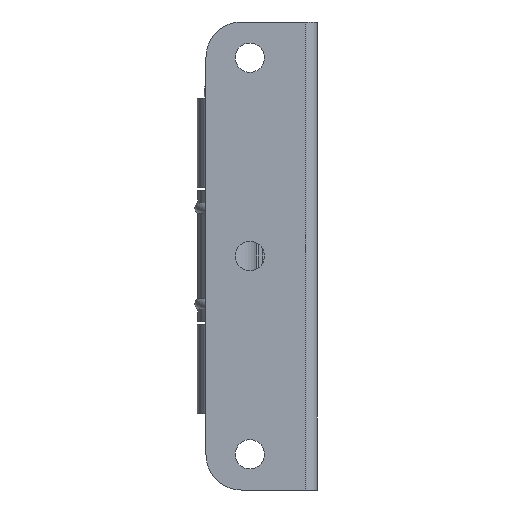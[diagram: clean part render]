
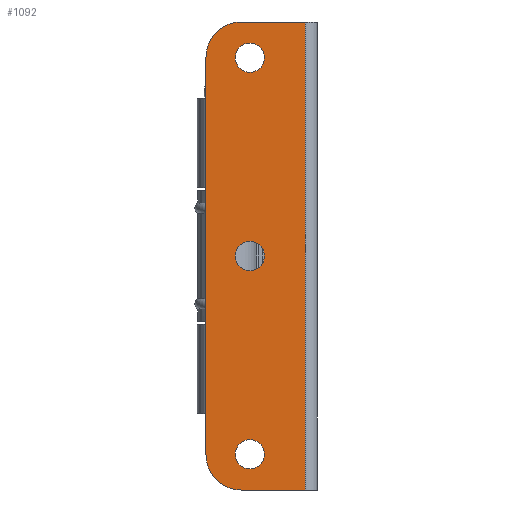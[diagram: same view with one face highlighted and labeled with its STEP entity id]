
A CAD part, left-side view. The second image highlights one B-rep face of the part: STEP entity #1092.
In plain terms, the highlighted planar face has unit normal (-1, 0, 0).
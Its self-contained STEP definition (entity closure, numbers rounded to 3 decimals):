
#98 = VERTEX_POINT ( 'NONE', #692 ) ;
#115 = DIRECTION ( 'NONE',  ( -1., 0., 0. ) ) ;
#178 = EDGE_CURVE ( 'NONE', #1642, #98, #824, .T. ) ;
#220 = VECTOR ( 'NONE', #3358, 1000. ) ;
#312 = CARTESIAN_POINT ( 'NONE',  ( 0., 11.5, 0. ) ) ;
#500 = DIRECTION ( 'NONE',  ( -1., 0., 0. ) ) ;
#527 = FACE_BOUND ( 'NONE', #3097, .T. ) ;
#548 = EDGE_LOOP ( 'NONE', ( #2491, #4280 ) ) ;
#559 = VERTEX_POINT ( 'NONE', #3133 ) ;
#567 = ORIENTED_EDGE ( 'NONE', *, *, #3060, .T. ) ;
#576 = CARTESIAN_POINT ( 'NONE',  ( 0., 13., -40. ) ) ;
#581 = VERTEX_POINT ( 'NONE', #4555 ) ;
#670 = CARTESIAN_POINT ( 'NONE',  ( 0., 2.01, 40. ) ) ;
#692 = CARTESIAN_POINT ( 'NONE',  ( 0., 2.01, -40. ) ) ;
#703 = CIRCLE ( 'NONE', #2560, 2.5 ) ;
#757 = VERTEX_POINT ( 'NONE', #576 ) ;
#779 = LINE ( 'NONE', #1511, #3962 ) ;
#810 = CIRCLE ( 'NONE', #1198, 2.5 ) ;
#824 = LINE ( 'NONE', #1577, #862 ) ;
#862 = VECTOR ( 'NONE', #4488, 1000. ) ;
#873 = ORIENTED_EDGE ( 'NONE', *, *, #2624, .F. ) ;
#931 = DIRECTION ( 'NONE',  ( -1., 0., 0. ) ) ;
#1016 = CIRCLE ( 'NONE', #4401, 2.5 ) ;
#1087 = CIRCLE ( 'NONE', #1924, 2.5 ) ;
#1092 = ADVANCED_FACE ( 'NONE', ( #3035, #4500, #527, #4133 ), #1942, .T. ) ;
#1105 = DIRECTION ( 'NONE',  ( 0., 1., 0. ) ) ;
#1109 = EDGE_CURVE ( 'NONE', #3478, #2322, #810, .T. ) ;
#1165 = LINE ( 'NONE', #3702, #220 ) ;
#1198 = AXIS2_PLACEMENT_3D ( 'NONE', #3443, #500, #2360 ) ;
#1265 = EDGE_LOOP ( 'NONE', ( #1929, #4435 ) ) ;
#1291 = DIRECTION ( 'NONE',  ( 0., 0., 1. ) ) ;
#1303 = DIRECTION ( 'NONE',  ( 0., 0., 1. ) ) ;
#1377 = ORIENTED_EDGE ( 'NONE', *, *, #1109, .F. ) ;
#1438 = CARTESIAN_POINT ( 'NONE',  ( 0., 13., -34. ) ) ;
#1442 = AXIS2_PLACEMENT_3D ( 'NONE', #4524, #115, #4554 ) ;
#1468 = CARTESIAN_POINT ( 'NONE',  ( 0., 0., 40. ) ) ;
#1501 = EDGE_CURVE ( 'NONE', #4566, #581, #1087, .T. ) ;
#1506 = EDGE_CURVE ( 'NONE', #581, #4566, #3160, .T. ) ;
#1511 = CARTESIAN_POINT ( 'NONE',  ( 0., 0., -40. ) ) ;
#1535 = AXIS2_PLACEMENT_3D ( 'NONE', #1438, #2906, #3627 ) ;
#1577 = CARTESIAN_POINT ( 'NONE',  ( 0., 2.01, 40. ) ) ;
#1642 = VERTEX_POINT ( 'NONE', #670 ) ;
#1716 = EDGE_CURVE ( 'NONE', #2248, #3447, #703, .T. ) ;
#1829 = CARTESIAN_POINT ( 'NONE',  ( 0., 11.5, 31.4 ) ) ;
#1859 = EDGE_CURVE ( 'NONE', #2322, #3478, #1016, .T. ) ;
#1924 = AXIS2_PLACEMENT_3D ( 'NONE', #4692, #3948, #1291 ) ;
#1929 = ORIENTED_EDGE ( 'NONE', *, *, #4137, .F. ) ;
#1942 = PLANE ( 'NONE',  #1442 ) ;
#2127 = ORIENTED_EDGE ( 'NONE', *, *, #3232, .T. ) ;
#2206 = CARTESIAN_POINT ( 'NONE',  ( 0., 11.5, 36.4 ) ) ;
#2248 = VERTEX_POINT ( 'NONE', #2206 ) ;
#2291 = ORIENTED_EDGE ( 'NONE', *, *, #3540, .T. ) ;
#2322 = VERTEX_POINT ( 'NONE', #3969 ) ;
#2360 = DIRECTION ( 'NONE',  ( 0., 0., 1. ) ) ;
#2417 = DIRECTION ( 'NONE',  ( -1., 0., 0. ) ) ;
#2484 = CARTESIAN_POINT ( 'NONE',  ( 0., 11.5, 33.9 ) ) ;
#2491 = ORIENTED_EDGE ( 'NONE', *, *, #1501, .F. ) ;
#2554 = AXIS2_PLACEMENT_3D ( 'NONE', #4637, #3539, #4224 ) ;
#2560 = AXIS2_PLACEMENT_3D ( 'NONE', #2484, #3592, #4251 ) ;
#2624 = EDGE_CURVE ( 'NONE', #98, #757, #779, .T. ) ;
#2797 = CARTESIAN_POINT ( 'NONE',  ( 0., 13., 34. ) ) ;
#2892 = AXIS2_PLACEMENT_3D ( 'NONE', #3179, #931, #3593 ) ;
#2906 = DIRECTION ( 'NONE',  ( -1., 0., 0. ) ) ;
#2914 = CARTESIAN_POINT ( 'NONE',  ( 0., 13., 40. ) ) ;
#2917 = DIRECTION ( 'NONE',  ( 0., 0., 1. ) ) ;
#2935 = VECTOR ( 'NONE', #1105, 1000. ) ;
#2992 = AXIS2_PLACEMENT_3D ( 'NONE', #2797, #2417, #1303 ) ;
#3035 = FACE_BOUND ( 'NONE', #1265, .T. ) ;
#3060 = EDGE_CURVE ( 'NONE', #559, #3610, #1165, .T. ) ;
#3097 = EDGE_LOOP ( 'NONE', ( #3834, #1377 ) ) ;
#3133 = CARTESIAN_POINT ( 'NONE',  ( 0., 19., 34. ) ) ;
#3160 = CIRCLE ( 'NONE', #2554, 2.5 ) ;
#3179 = CARTESIAN_POINT ( 'NONE',  ( 0., 11.5, 33.9 ) ) ;
#3232 = EDGE_CURVE ( 'NONE', #4652, #559, #4457, .T. ) ;
#3249 = EDGE_CURVE ( 'NONE', #3610, #757, #3622, .T. ) ;
#3280 = DIRECTION ( 'NONE',  ( -1., 0., 0. ) ) ;
#3298 = CARTESIAN_POINT ( 'NONE',  ( 0., 11.5, 2.5 ) ) ;
#3358 = DIRECTION ( 'NONE',  ( 0., 0., -1. ) ) ;
#3443 = CARTESIAN_POINT ( 'NONE',  ( 0., 11.5, 0. ) ) ;
#3447 = VERTEX_POINT ( 'NONE', #1829 ) ;
#3478 = VERTEX_POINT ( 'NONE', #3298 ) ;
#3495 = CARTESIAN_POINT ( 'NONE',  ( 0., 19., -34. ) ) ;
#3496 = CIRCLE ( 'NONE', #2892, 2.5 ) ;
#3539 = DIRECTION ( 'NONE',  ( -1., 0., 0. ) ) ;
#3540 = EDGE_CURVE ( 'NONE', #1642, #4652, #3686, .T. ) ;
#3579 = EDGE_LOOP ( 'NONE', ( #567, #4373, #873, #4214, #2291, #2127 ) ) ;
#3592 = DIRECTION ( 'NONE',  ( -1., 0., 0. ) ) ;
#3593 = DIRECTION ( 'NONE',  ( 0., 0., 1. ) ) ;
#3610 = VERTEX_POINT ( 'NONE', #3495 ) ;
#3622 = CIRCLE ( 'NONE', #1535, 6. ) ;
#3627 = DIRECTION ( 'NONE',  ( 0., 0., 1. ) ) ;
#3686 = LINE ( 'NONE', #1468, #2935 ) ;
#3702 = CARTESIAN_POINT ( 'NONE',  ( 0., 19., 40. ) ) ;
#3729 = DIRECTION ( 'NONE',  ( 0., 1., 0. ) ) ;
#3834 = ORIENTED_EDGE ( 'NONE', *, *, #1859, .F. ) ;
#3948 = DIRECTION ( 'NONE',  ( -1., 0., 0. ) ) ;
#3962 = VECTOR ( 'NONE', #3729, 1000. ) ;
#3969 = CARTESIAN_POINT ( 'NONE',  ( 0., 11.5, -2.5 ) ) ;
#4133 = FACE_OUTER_BOUND ( 'NONE', #3579, .T. ) ;
#4137 = EDGE_CURVE ( 'NONE', #3447, #2248, #3496, .T. ) ;
#4214 = ORIENTED_EDGE ( 'NONE', *, *, #178, .F. ) ;
#4224 = DIRECTION ( 'NONE',  ( 0., 0., 1. ) ) ;
#4251 = DIRECTION ( 'NONE',  ( 0., 0., 1. ) ) ;
#4280 = ORIENTED_EDGE ( 'NONE', *, *, #1506, .F. ) ;
#4373 = ORIENTED_EDGE ( 'NONE', *, *, #3249, .T. ) ;
#4401 = AXIS2_PLACEMENT_3D ( 'NONE', #312, #3280, #2917 ) ;
#4435 = ORIENTED_EDGE ( 'NONE', *, *, #1716, .F. ) ;
#4447 = CARTESIAN_POINT ( 'NONE',  ( 0., 11.5, -36.4 ) ) ;
#4457 = CIRCLE ( 'NONE', #2992, 6. ) ;
#4488 = DIRECTION ( 'NONE',  ( 0., 0., -1. ) ) ;
#4500 = FACE_BOUND ( 'NONE', #548, .T. ) ;
#4524 = CARTESIAN_POINT ( 'NONE',  ( 0., 0., 40. ) ) ;
#4554 = DIRECTION ( 'NONE',  ( 0., 0., 1. ) ) ;
#4555 = CARTESIAN_POINT ( 'NONE',  ( 0., 11.5, -31.4 ) ) ;
#4566 = VERTEX_POINT ( 'NONE', #4447 ) ;
#4637 = CARTESIAN_POINT ( 'NONE',  ( 0., 11.5, -33.9 ) ) ;
#4652 = VERTEX_POINT ( 'NONE', #2914 ) ;
#4692 = CARTESIAN_POINT ( 'NONE',  ( 0., 11.5, -33.9 ) ) ;
